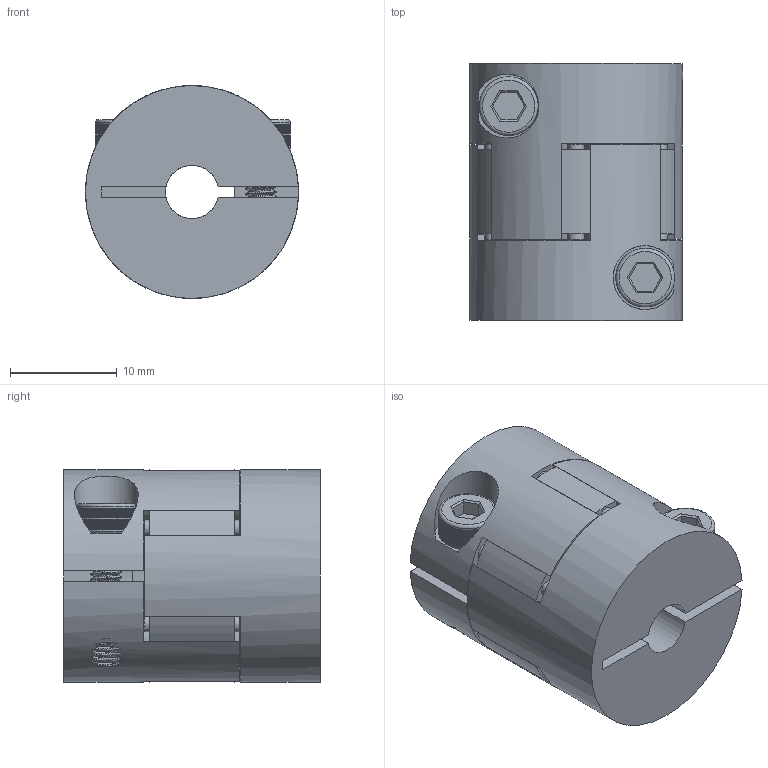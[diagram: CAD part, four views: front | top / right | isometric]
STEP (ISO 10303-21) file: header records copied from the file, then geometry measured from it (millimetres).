
FILE_DESCRIPTION(/* description */ (''),/* implementation_level */ '2;1');
FILE_NAME(/* name */ 'D20L25 Jaw Coupler v5.step',/* time_stamp */ '2021-03-31T21:17:14-06:00',/* author */ (''),/* organization */ (''),/* preprocessor_version */ 'ST-DEVELOPER v18.1',/* originating_system */ 'Autodesk Translation Framework v9.10.0.1330',/* authorisation */ '');
FILE_SCHEMA (('AUTOMOTIVE_DESIGN { 1 0 10303 214 3 1 1 }'));
Length unit declared in the file: millimetre
Products named in the file (5): D20L25 Jaw Coupler; 5mm Shaft Side; 8mm Shaft Side; Insert; M3x10 mm Hex Screw
Assembly tree (5 placements, depth 2):
  D20L25 Jaw Coupler
    5mm Shaft Side
    8mm Shaft Side
    Insert
    M3x10 mm Hex Screw  x2
Bounding box: 20 x 24.1 x 19.99 mm (x, y, z)
Volume: 6006.3 mm3; surface area: 5860.1 mm2
Topology: 5 solids, 5 shells, 1357 faces, 3373 edges, 2242 vertices
Faces by surface type: plane 1082, cylinder 241, bspline 28, torus 4, cone 2
Full cylindrical faces by diameter (mm): 1.5 x12, 2.356 x10, 2.529 x22, 2.927 x22, 3.086 x12, 5.5 x2, 8 x1
Entity records: 32507 total; most frequent: CARTESIAN_POINT 13648, ORIENTED_EDGE 4000, DIRECTION 3547, EDGE_CURVE 2000, VERTEX_POINT 1330, LINE 1257, VECTOR 1257, AXIS2_PLACEMENT_3D 1145
